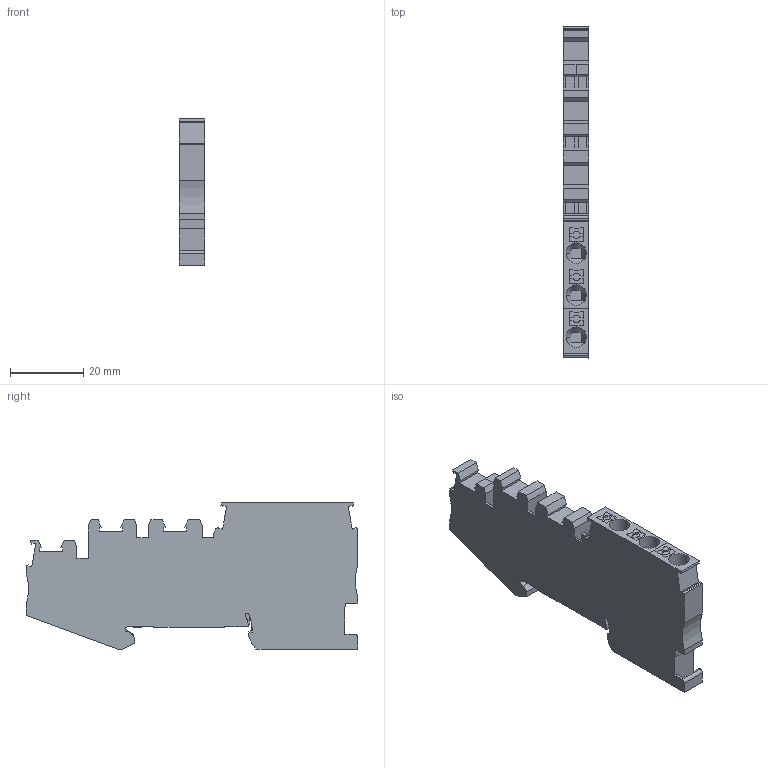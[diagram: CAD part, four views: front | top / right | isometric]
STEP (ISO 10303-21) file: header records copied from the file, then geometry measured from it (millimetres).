
FILE_DESCRIPTION(/* description */ ('Alibre Inc.'),/* implementation_level */ '2;1');
FILE_NAME(/* name */ 'export-73B46BDD-B336-466C-99E6-C68BCF8DC121',/* time_stamp */ '2024-03-25T20:53:43+01:00',/* author */ (''),/* organization */ (''),/* preprocessor_version */ 'ST-DEVELOPER v17',/* originating_system */ 'Alibre',/* authorisation */ '');
FILE_SCHEMA (('AUTOMOTIVE_DESIGN'));
Length unit declared in the file: millimetre
Products named in the file (2): PTIO_IN_2.5_4_PE_OG-select
Bounding box: 7 x 90.8 x 40 mm (x, y, z)
Volume: 18280.5 mm3; surface area: 9260.5 mm2
Topology: 1 solids, 1 shells, 264 faces, 767 edges, 511 vertices
Faces by surface type: plane 230, cylinder 31, cone 3
Entity records: 10007 total; most frequent: CARTESIAN_POINT 3104, ORIENTED_EDGE 1534, DIRECTION 1101, EDGE_CURVE 767, VECTOR 681, LINE 681, VERTEX_POINT 511, AXIS2_PLACEMENT_3D 325
